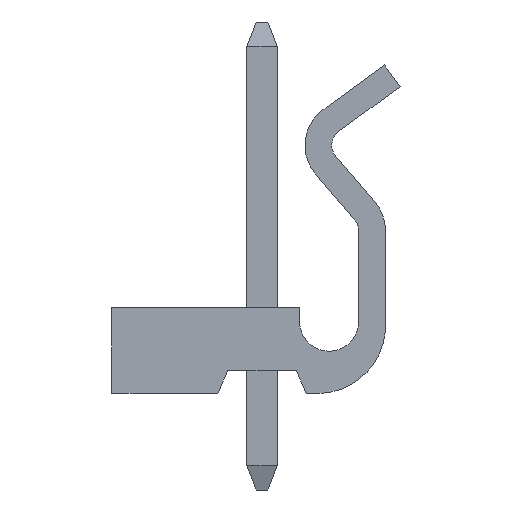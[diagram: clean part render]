
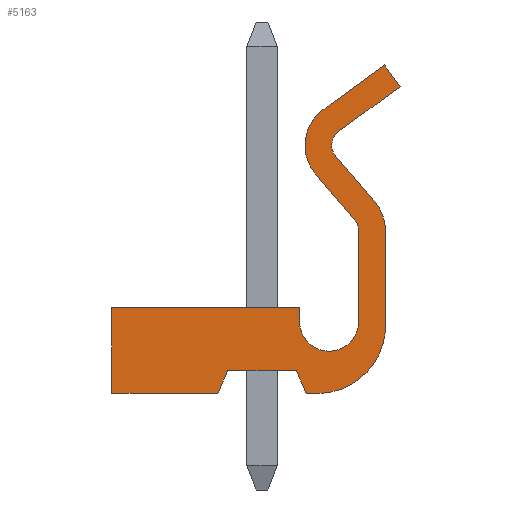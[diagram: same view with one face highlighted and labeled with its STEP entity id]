
A CAD part, left-side view. The second image highlights one B-rep face of the part: STEP entity #5163.
In plain terms, the highlighted face is planar.
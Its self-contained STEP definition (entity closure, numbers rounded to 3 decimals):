
#30=CIRCLE('',#5386,1.652);
#31=CIRCLE('',#5387,0.644);
#32=CIRCLE('',#5388,1.644);
#33=CIRCLE('',#5389,0.652);
#34=CIRCLE('',#5390,1.1);
#35=CIRCLE('',#5391,2.528);
#602=ORIENTED_EDGE('',*,*,#1337,.T.);
#603=ORIENTED_EDGE('',*,*,#1338,.T.);
#604=ORIENTED_EDGE('',*,*,#1339,.T.);
#605=ORIENTED_EDGE('',*,*,#1340,.T.);
#606=ORIENTED_EDGE('',*,*,#1341,.T.);
#607=ORIENTED_EDGE('',*,*,#1342,.T.);
#608=ORIENTED_EDGE('',*,*,#1343,.T.);
#609=ORIENTED_EDGE('',*,*,#1344,.T.);
#610=ORIENTED_EDGE('',*,*,#1345,.T.);
#611=ORIENTED_EDGE('',*,*,#1346,.T.);
#612=ORIENTED_EDGE('',*,*,#1347,.T.);
#613=ORIENTED_EDGE('',*,*,#1348,.T.);
#614=ORIENTED_EDGE('',*,*,#1349,.T.);
#615=ORIENTED_EDGE('',*,*,#1350,.T.);
#616=ORIENTED_EDGE('',*,*,#1222,.T.);
#617=ORIENTED_EDGE('',*,*,#1351,.T.);
#618=ORIENTED_EDGE('',*,*,#1258,.T.);
#619=ORIENTED_EDGE('',*,*,#1352,.T.);
#620=ORIENTED_EDGE('',*,*,#1353,.T.);
#621=ORIENTED_EDGE('',*,*,#1354,.T.);
#622=ORIENTED_EDGE('',*,*,#1355,.T.);
#1222=EDGE_CURVE('',#1652,#1660,#2039,.T.);
#1258=EDGE_CURVE('',#1695,#1696,#2075,.T.);
#1337=EDGE_CURVE('',#1736,#1737,#30,.T.);
#1338=EDGE_CURVE('',#1737,#1738,#2154,.T.);
#1339=EDGE_CURVE('',#1738,#1739,#31,.T.);
#1340=EDGE_CURVE('',#1739,#1740,#2155,.T.);
#1341=EDGE_CURVE('',#1740,#1741,#2156,.T.);
#1342=EDGE_CURVE('',#1741,#1742,#2157,.T.);
#1343=EDGE_CURVE('',#1742,#1743,#32,.T.);
#1344=EDGE_CURVE('',#1743,#1744,#2158,.T.);
#1345=EDGE_CURVE('',#1744,#1745,#33,.T.);
#1346=EDGE_CURVE('',#1745,#1746,#2159,.T.);
#1347=EDGE_CURVE('',#1746,#1747,#34,.T.);
#1348=EDGE_CURVE('',#1747,#1748,#2160,.T.);
#1349=EDGE_CURVE('',#1748,#1749,#2161,.T.);
#1350=EDGE_CURVE('',#1749,#1652,#2162,.T.);
#1351=EDGE_CURVE('',#1660,#1695,#2163,.T.);
#1352=EDGE_CURVE('',#1696,#1750,#2164,.T.);
#1353=EDGE_CURVE('',#1750,#1751,#2165,.T.);
#1354=EDGE_CURVE('',#1751,#1752,#35,.T.);
#1355=EDGE_CURVE('',#1752,#1736,#2166,.T.);
#1652=VERTEX_POINT('',#6781);
#1660=VERTEX_POINT('',#6798);
#1695=VERTEX_POINT('',#6872);
#1696=VERTEX_POINT('',#6873);
#1736=VERTEX_POINT('',#7039);
#1737=VERTEX_POINT('',#7040);
#1738=VERTEX_POINT('',#7042);
#1739=VERTEX_POINT('',#7044);
#1740=VERTEX_POINT('',#7046);
#1741=VERTEX_POINT('',#7048);
#1742=VERTEX_POINT('',#7050);
#1743=VERTEX_POINT('',#7052);
#1744=VERTEX_POINT('',#7054);
#1745=VERTEX_POINT('',#7056);
#1746=VERTEX_POINT('',#7058);
#1747=VERTEX_POINT('',#7060);
#1748=VERTEX_POINT('',#7062);
#1749=VERTEX_POINT('',#7064);
#1750=VERTEX_POINT('',#7068);
#1751=VERTEX_POINT('',#7070);
#1752=VERTEX_POINT('',#7072);
#2039=LINE('',#6799,#2530);
#2075=LINE('',#6871,#2566);
#2154=LINE('',#7041,#2645);
#2155=LINE('',#7045,#2646);
#2156=LINE('',#7047,#2647);
#2157=LINE('',#7049,#2648);
#2158=LINE('',#7053,#2649);
#2159=LINE('',#7057,#2650);
#2160=LINE('',#7061,#2651);
#2161=LINE('',#7063,#2652);
#2162=LINE('',#7065,#2653);
#2163=LINE('',#7066,#2654);
#2164=LINE('',#7067,#2655);
#2165=LINE('',#7069,#2656);
#2166=LINE('',#7073,#2657);
#2530=VECTOR('',#5815,1000.);
#2566=VECTOR('',#5855,1000.);
#2645=VECTOR('',#6030,1000.);
#2646=VECTOR('',#6033,1000.);
#2647=VECTOR('',#6034,1000.);
#2648=VECTOR('',#6035,1000.);
#2649=VECTOR('',#6038,1000.);
#2650=VECTOR('',#6041,1000.);
#2651=VECTOR('',#6044,1000.);
#2652=VECTOR('',#6045,1000.);
#2653=VECTOR('',#6046,1000.);
#2654=VECTOR('',#6047,1000.);
#2655=VECTOR('',#6048,1000.);
#2656=VECTOR('',#6049,1000.);
#2657=VECTOR('',#6052,1000.);
#2985=EDGE_LOOP('',(#602,#603,#604,#605,#606,#607,#608,#609,#610,#611,#612,
#613,#614,#615,#616,#617,#618,#619,#620,#621,#622));
#3224=FACE_BOUND('',#2985,.T.);
#3447=PLANE('',#5385);
#5163=ADVANCED_FACE('',(#3224),#3447,.T.);
#5385=AXIS2_PLACEMENT_3D('',#7037,#6026,#6027);
#5386=AXIS2_PLACEMENT_3D('',#7038,#6028,#6029);
#5387=AXIS2_PLACEMENT_3D('',#7043,#6031,#6032);
#5388=AXIS2_PLACEMENT_3D('',#7051,#6036,#6037);
#5389=AXIS2_PLACEMENT_3D('',#7055,#6039,#6040);
#5390=AXIS2_PLACEMENT_3D('',#7059,#6042,#6043);
#5391=AXIS2_PLACEMENT_3D('',#7071,#6050,#6051);
#5815=DIRECTION('',(0.,1.,0.));
#5855=DIRECTION('',(0.,1.,0.));
#6026=DIRECTION('',(1.,0.,0.));
#6027=DIRECTION('',(0.,0.,-1.));
#6028=DIRECTION('',(1.,0.,0.));
#6029=DIRECTION('',(0.,-1.,0.));
#6030=DIRECTION('',(0.,-0.652,0.758));
#6031=DIRECTION('',(-1.,0.,0.));
#6032=DIRECTION('',(0.,1.,0.));
#6033=DIRECTION('',(0.,0.807,0.591));
#6034=DIRECTION('',(0.,-0.591,0.807));
#6035=DIRECTION('',(0.,-0.807,-0.591));
#6036=DIRECTION('',(1.,0.,0.));
#6037=DIRECTION('',(0.,1.,0.));
#6038=DIRECTION('',(0.,0.652,-0.758));
#6039=DIRECTION('',(-1.,0.,0.));
#6040=DIRECTION('',(0.,-1.,0.));
#6041=DIRECTION('',(0.,0.,-1.));
#6042=DIRECTION('',(-1.,0.,0.));
#6043=DIRECTION('',(0.,1.,0.));
#6044=DIRECTION('',(0.,0.,1.));
#6045=DIRECTION('',(0.,-1.,0.));
#6046=DIRECTION('',(0.,0.,-1.));
#6047=DIRECTION('',(0.,0.404,0.915));
#6048=DIRECTION('',(0.,0.404,-0.915));
#6049=DIRECTION('',(0.,1.,0.));
#6050=DIRECTION('',(1.,0.,0.));
#6051=DIRECTION('',(0.,-1.,0.));
#6052=DIRECTION('',(0.,0.,1.));
#6781=CARTESIAN_POINT('',(15.895,-1.975,-1.6));
#6798=CARTESIAN_POINT('',(15.895,1.975,-1.6));
#6799=CARTESIAN_POINT('',(15.895,-1.975,-1.6));
#6871=CARTESIAN_POINT('',(15.895,2.35,-0.75));
#6872=CARTESIAN_POINT('',(15.895,2.35,-0.75));
#6873=CARTESIAN_POINT('',(15.895,4.9,-0.75));
#7037=CARTESIAN_POINT('',(15.895,6.573,4.474));
#7038=CARTESIAN_POINT('',(15.895,6.573,4.474));
#7039=CARTESIAN_POINT('',(15.895,8.225,4.474));
#7040=CARTESIAN_POINT('',(15.895,7.825,5.551));
#7041=CARTESIAN_POINT('',(15.895,7.825,5.551));
#7042=CARTESIAN_POINT('',(15.895,6.381,7.23));
#7043=CARTESIAN_POINT('',(15.895,6.869,7.65));
#7044=CARTESIAN_POINT('',(15.895,6.489,8.17));
#7045=CARTESIAN_POINT('',(15.895,6.489,8.17));
#7046=CARTESIAN_POINT('',(15.895,8.775,9.843));
#7047=CARTESIAN_POINT('',(15.895,8.184,10.65));
#7048=CARTESIAN_POINT('',(15.895,8.184,10.65));
#7049=CARTESIAN_POINT('',(15.895,5.898,8.977));
#7050=CARTESIAN_POINT('',(15.895,5.898,8.977));
#7051=CARTESIAN_POINT('',(15.895,6.869,7.65));
#7052=CARTESIAN_POINT('',(15.895,5.623,6.578));
#7053=CARTESIAN_POINT('',(15.895,7.067,4.899));
#7054=CARTESIAN_POINT('',(15.895,7.067,4.899));
#7055=CARTESIAN_POINT('',(15.895,6.573,4.474));
#7056=CARTESIAN_POINT('',(15.895,7.225,4.474));
#7057=CARTESIAN_POINT('',(15.895,7.225,1.074));
#7058=CARTESIAN_POINT('',(15.895,7.225,1.074));
#7059=CARTESIAN_POINT('',(15.895,6.125,1.074));
#7060=CARTESIAN_POINT('',(15.895,5.025,1.074));
#7061=CARTESIAN_POINT('',(15.895,5.025,1.6));
#7062=CARTESIAN_POINT('',(15.895,5.025,1.6));
#7063=CARTESIAN_POINT('',(15.895,-1.975,1.6));
#7064=CARTESIAN_POINT('',(15.895,-1.975,1.6));
#7065=CARTESIAN_POINT('',(15.895,-1.975,1.6));
#7066=CARTESIAN_POINT('',(15.895,1.975,-1.6));
#7067=CARTESIAN_POINT('',(15.895,4.9,-0.75));
#7068=CARTESIAN_POINT('',(15.895,5.275,-1.6));
#7069=CARTESIAN_POINT('',(15.895,5.275,-1.6));
#7070=CARTESIAN_POINT('',(15.895,5.701,-1.6));
#7071=CARTESIAN_POINT('',(15.895,5.701,0.928));
#7072=CARTESIAN_POINT('',(15.895,8.225,1.074));
#7073=CARTESIAN_POINT('',(15.895,8.225,4.474));
